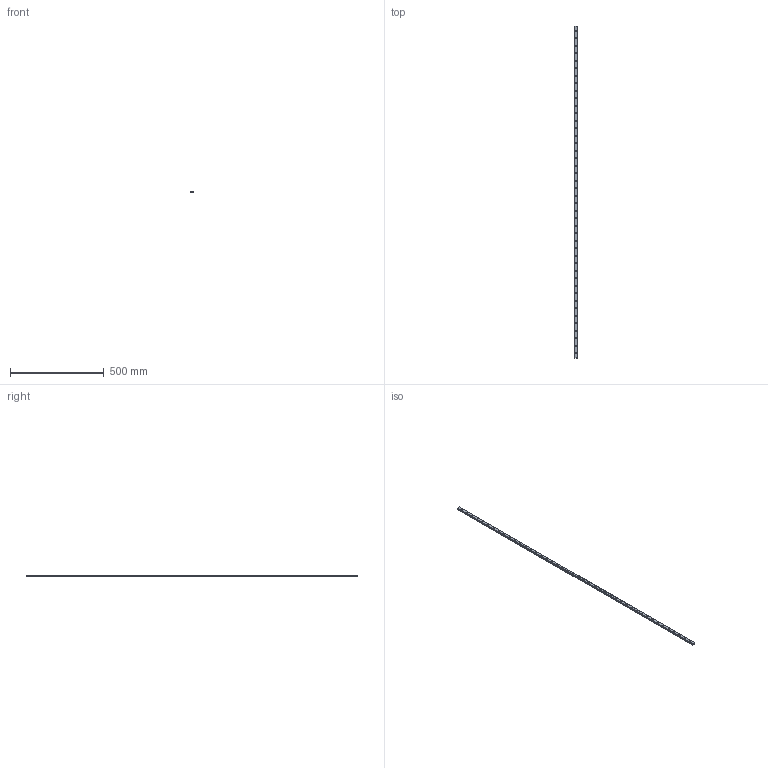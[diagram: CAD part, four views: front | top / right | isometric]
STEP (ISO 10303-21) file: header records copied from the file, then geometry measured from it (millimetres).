
FILE_DESCRIPTION(('STEP AP214'),'1');
FILE_NAME('cctmp_3898D591-94FA-493B-93A1-2F55F26EDC77_2021_02_19_14_03_43_0068..stp','2021-02-19T13:03:43',('HIWIN GmbH'),('CADClick - www.CADClick.com'),'Spatial InterOp 3D',' ','unknown authorization');
FILE_SCHEMA(('AUTOMOTIVE_DESIGN'));
Length unit declared in the file: millimetre
Products named in the file (1): MGNR15R1770CM_FILE
Bounding box: 15 x 1770 x 10 mm (x, y, z)
Volume: 245949.2 mm3; surface area: 104763.1 mm2
Topology: 1 solids, 1 shells, 491 faces, 1059 edges, 706 vertices
Faces by surface type: cylinder 280, plane 211
Entity records: 17545 total; most frequent: DIRECTION 2603, CARTESIAN_POINT 2257, ORIENTED_EDGE 2118, EDGE_CURVE 1059, AXIS2_PLACEMENT_3D 1052, VERTEX_POINT 706, EDGE_LOOP 627, CIRCLE 560
